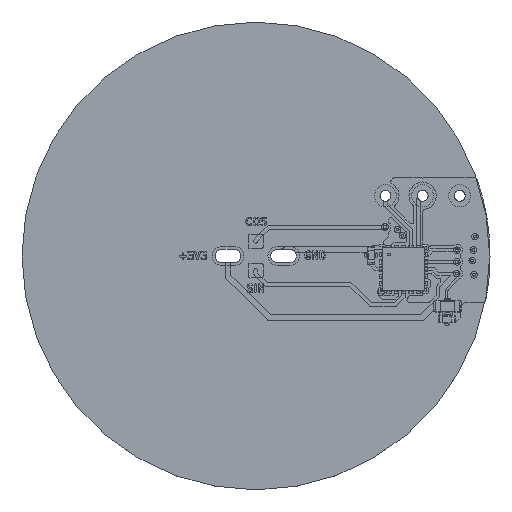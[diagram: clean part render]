
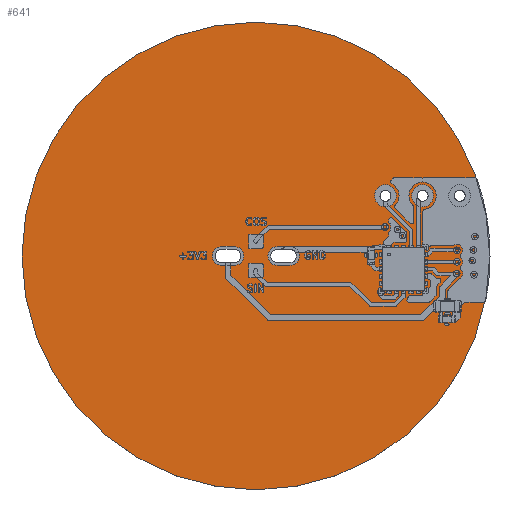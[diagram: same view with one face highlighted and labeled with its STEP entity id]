
A CAD part, top view. The second image highlights one B-rep face of the part: STEP entity #641.
In plain terms, the highlighted planar face has unit normal (0, 0, 1).
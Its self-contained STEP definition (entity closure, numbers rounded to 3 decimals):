
#126 = VERTEX_POINT('',#127);
#127 = CARTESIAN_POINT('',(159.415,-102.1,0.));
#143 = EDGE_CURVE('',#126,#126,#144,.T.);
#144 = CIRCLE('',#145,16.);
#145 = AXIS2_PLACEMENT_3D('',#146,#147,#148);
#146 = CARTESIAN_POINT('',(143.415,-102.1,0.));
#147 = DIRECTION('',(0.,0.,1.));
#148 = DIRECTION('',(1.,0.,0.));
#159 = VERTEX_POINT('',#160);
#160 = CARTESIAN_POINT('',(141.09,-102.55,0.));
#177 = VERTEX_POINT('',#178);
#178 = CARTESIAN_POINT('',(141.94,-102.55,0.));
#184 = EDGE_CURVE('',#159,#177,#185,.T.);
#185 = LINE('',#186,#187);
#186 = CARTESIAN_POINT('',(142.253,-102.55,0.));
#187 = VECTOR('',#188,1.);
#188 = DIRECTION('',(1.,0.,-0.));
#209 = VERTEX_POINT('',#210);
#210 = CARTESIAN_POINT('',(142.39,-102.1,0.));
#216 = EDGE_CURVE('',#177,#209,#217,.T.);
#217 = CIRCLE('',#218,0.45);
#218 = AXIS2_PLACEMENT_3D('',#219,#220,#221);
#219 = CARTESIAN_POINT('',(141.94,-102.1,0.));
#220 = DIRECTION('',(-0.,0.,1.));
#221 = DIRECTION('',(0.,-1.,0.));
#242 = VERTEX_POINT('',#243);
#243 = CARTESIAN_POINT('',(141.94,-101.65,0.));
#249 = EDGE_CURVE('',#209,#242,#250,.T.);
#250 = CIRCLE('',#251,0.45);
#251 = AXIS2_PLACEMENT_3D('',#252,#253,#254);
#252 = CARTESIAN_POINT('',(141.94,-102.1,0.));
#253 = DIRECTION('',(-0.,0.,1.));
#254 = DIRECTION('',(1.,0.,0.));
#274 = VERTEX_POINT('',#275);
#275 = CARTESIAN_POINT('',(141.09,-101.65,0.));
#281 = EDGE_CURVE('',#242,#274,#282,.T.);
#282 = LINE('',#283,#284);
#283 = CARTESIAN_POINT('',(142.678,-101.65,0.));
#284 = VECTOR('',#285,1.);
#285 = DIRECTION('',(-1.,0.,0.));
#306 = VERTEX_POINT('',#307);
#307 = CARTESIAN_POINT('',(140.64,-102.1,0.));
#313 = EDGE_CURVE('',#274,#306,#314,.T.);
#314 = CIRCLE('',#315,0.45);
#315 = AXIS2_PLACEMENT_3D('',#316,#317,#318);
#316 = CARTESIAN_POINT('',(141.09,-102.1,0.));
#317 = DIRECTION('',(0.,-0.,1.));
#318 = DIRECTION('',(0.,1.,0.));
#337 = EDGE_CURVE('',#306,#159,#338,.T.);
#338 = CIRCLE('',#339,0.45);
#339 = AXIS2_PLACEMENT_3D('',#340,#341,#342);
#340 = CARTESIAN_POINT('',(141.09,-102.1,0.));
#341 = DIRECTION('',(0.,0.,1.));
#342 = DIRECTION('',(-1.,0.,0.));
#353 = VERTEX_POINT('',#354);
#354 = CARTESIAN_POINT('',(144.89,-102.55,0.));
#371 = VERTEX_POINT('',#372);
#372 = CARTESIAN_POINT('',(145.74,-102.55,0.));
#378 = EDGE_CURVE('',#353,#371,#379,.T.);
#379 = LINE('',#380,#381);
#380 = CARTESIAN_POINT('',(144.153,-102.55,0.));
#381 = VECTOR('',#382,1.);
#382 = DIRECTION('',(1.,0.,-0.));
#403 = VERTEX_POINT('',#404);
#404 = CARTESIAN_POINT('',(146.19,-102.1,0.));
#410 = EDGE_CURVE('',#371,#403,#411,.T.);
#411 = CIRCLE('',#412,0.45);
#412 = AXIS2_PLACEMENT_3D('',#413,#414,#415);
#413 = CARTESIAN_POINT('',(145.74,-102.1,0.));
#414 = DIRECTION('',(-0.,0.,1.));
#415 = DIRECTION('',(0.,-1.,0.));
#436 = VERTEX_POINT('',#437);
#437 = CARTESIAN_POINT('',(145.74,-101.65,0.));
#443 = EDGE_CURVE('',#403,#436,#444,.T.);
#444 = CIRCLE('',#445,0.45);
#445 = AXIS2_PLACEMENT_3D('',#446,#447,#448);
#446 = CARTESIAN_POINT('',(145.74,-102.1,0.));
#447 = DIRECTION('',(-0.,0.,1.));
#448 = DIRECTION('',(1.,0.,0.));
#468 = VERTEX_POINT('',#469);
#469 = CARTESIAN_POINT('',(144.89,-101.65,0.));
#475 = EDGE_CURVE('',#436,#468,#476,.T.);
#476 = LINE('',#477,#478);
#477 = CARTESIAN_POINT('',(144.578,-101.65,0.));
#478 = VECTOR('',#479,1.);
#479 = DIRECTION('',(-1.,0.,0.));
#500 = VERTEX_POINT('',#501);
#501 = CARTESIAN_POINT('',(144.44,-102.1,0.));
#507 = EDGE_CURVE('',#468,#500,#508,.T.);
#508 = CIRCLE('',#509,0.45);
#509 = AXIS2_PLACEMENT_3D('',#510,#511,#512);
#510 = CARTESIAN_POINT('',(144.89,-102.1,0.));
#511 = DIRECTION('',(0.,-0.,1.));
#512 = DIRECTION('',(0.,1.,0.));
#531 = EDGE_CURVE('',#500,#353,#532,.T.);
#532 = CIRCLE('',#533,0.45);
#533 = AXIS2_PLACEMENT_3D('',#534,#535,#536);
#534 = CARTESIAN_POINT('',(144.89,-102.1,0.));
#535 = DIRECTION('',(0.,0.,1.));
#536 = DIRECTION('',(-1.,0.,0.));
#547 = VERTEX_POINT('',#548);
#548 = CARTESIAN_POINT('',(152.66,-97.98,0.));
#564 = EDGE_CURVE('',#547,#547,#565,.T.);
#565 = CIRCLE('',#566,0.375);
#566 = AXIS2_PLACEMENT_3D('',#567,#568,#569);
#567 = CARTESIAN_POINT('',(152.285,-97.98,0.));
#568 = DIRECTION('',(0.,0.,1.));
#569 = DIRECTION('',(1.,0.,-0.));
#580 = VERTEX_POINT('',#581);
#581 = CARTESIAN_POINT('',(155.2,-97.98,0.));
#597 = EDGE_CURVE('',#580,#580,#598,.T.);
#598 = CIRCLE('',#599,0.375);
#599 = AXIS2_PLACEMENT_3D('',#600,#601,#602);
#600 = CARTESIAN_POINT('',(154.825,-97.98,0.));
#601 = DIRECTION('',(0.,0.,1.));
#602 = DIRECTION('',(1.,0.,-0.));
#613 = VERTEX_POINT('',#614);
#614 = CARTESIAN_POINT('',(157.74,-97.98,0.));
#630 = EDGE_CURVE('',#613,#613,#631,.T.);
#631 = CIRCLE('',#632,0.375);
#632 = AXIS2_PLACEMENT_3D('',#633,#634,#635);
#633 = CARTESIAN_POINT('',(157.365,-97.98,0.));
#634 = DIRECTION('',(0.,0.,1.));
#635 = DIRECTION('',(1.,0.,-0.));
#641 = ADVANCED_FACE('',(#642,#645,#653,#661,#664,#667),#670,.T.);
#642 = FACE_BOUND('',#643,.T.);
#643 = EDGE_LOOP('',(#644));
#644 = ORIENTED_EDGE('',*,*,#143,.T.);
#645 = FACE_BOUND('',#646,.T.);
#646 = EDGE_LOOP('',(#647,#648,#649,#650,#651,#652));
#647 = ORIENTED_EDGE('',*,*,#184,.F.);
#648 = ORIENTED_EDGE('',*,*,#337,.F.);
#649 = ORIENTED_EDGE('',*,*,#313,.F.);
#650 = ORIENTED_EDGE('',*,*,#281,.F.);
#651 = ORIENTED_EDGE('',*,*,#249,.F.);
#652 = ORIENTED_EDGE('',*,*,#216,.F.);
#653 = FACE_BOUND('',#654,.T.);
#654 = EDGE_LOOP('',(#655,#656,#657,#658,#659,#660));
#655 = ORIENTED_EDGE('',*,*,#378,.F.);
#656 = ORIENTED_EDGE('',*,*,#531,.F.);
#657 = ORIENTED_EDGE('',*,*,#507,.F.);
#658 = ORIENTED_EDGE('',*,*,#475,.F.);
#659 = ORIENTED_EDGE('',*,*,#443,.F.);
#660 = ORIENTED_EDGE('',*,*,#410,.F.);
#661 = FACE_BOUND('',#662,.T.);
#662 = EDGE_LOOP('',(#663));
#663 = ORIENTED_EDGE('',*,*,#564,.F.);
#664 = FACE_BOUND('',#665,.T.);
#665 = EDGE_LOOP('',(#666));
#666 = ORIENTED_EDGE('',*,*,#597,.F.);
#667 = FACE_BOUND('',#668,.T.);
#668 = EDGE_LOOP('',(#669));
#669 = ORIENTED_EDGE('',*,*,#630,.F.);
#670 = PLANE('',#671);
#671 = AXIS2_PLACEMENT_3D('',#672,#673,#674);
#672 = CARTESIAN_POINT('',(143.415,-102.1,0.));
#673 = DIRECTION('',(0.,0.,1.));
#674 = DIRECTION('',(1.,0.,0.));
